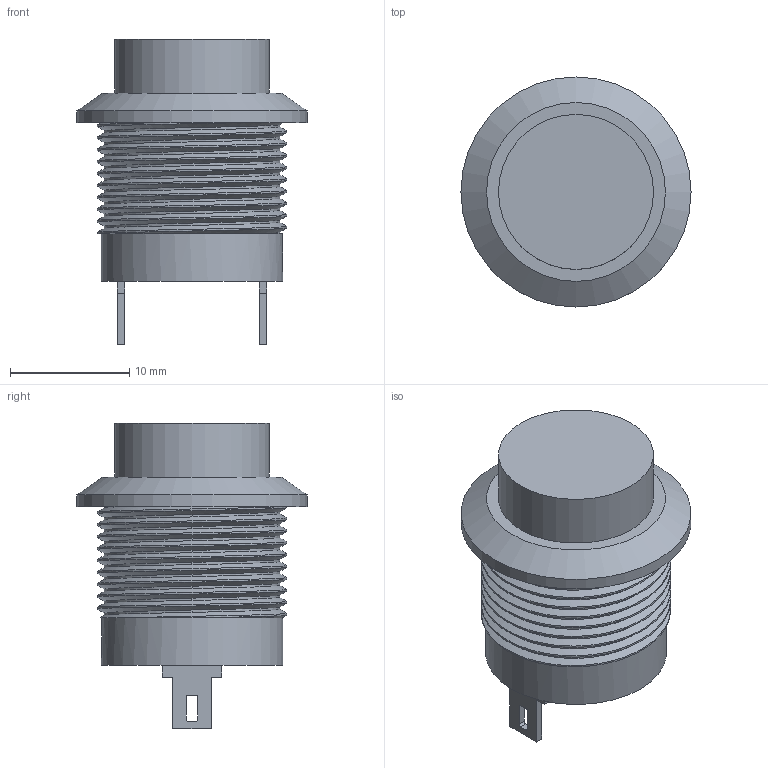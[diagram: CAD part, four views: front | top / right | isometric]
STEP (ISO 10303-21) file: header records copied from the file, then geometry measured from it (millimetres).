
FILE_DESCRIPTION(/* description */ (''),/* implementation_level */ '2;1');
FILE_NAME(/* name */ 'PushButtonRed v8.step',/* time_stamp */ '2021-01-13T11:07:27+01:00',/* author */ (''),/* organization */ (''),/* preprocessor_version */ 'ST-DEVELOPER v18.1',/* originating_system */ 'Autodesk Translation Framework v9.7.1.1290',/* authorisation */ '');
FILE_SCHEMA (('AUTOMOTIVE_DESIGN { 1 0 10303 214 3 1 1 }'));
Length unit declared in the file: millimetre
Products named in the file (4): PushButtonRed; ButtonBody; Button; Connector
Assembly tree (4 placements, depth 2):
  PushButtonRed
    ButtonBody
    Button
    Connector  x2
Bounding box: 19.3 x 19.3 x 25.6 mm (x, y, z)
Volume: 3690.9 mm3; surface area: 2158.7 mm2
Topology: 4 solids, 4 shells, 70 faces, 180 edges, 119 vertices
Faces by surface type: plane 35, cylinder 32, bspline 2, cone 1
Full cylindrical faces by diameter (mm): 13 x1, 14.741 x8, 15.2 x1, 15.884 x9, 19.3 x1
Entity records: 4145 total; most frequent: CARTESIAN_POINT 2811, ORIENTED_EDGE 264, DIRECTION 225, EDGE_CURVE 132, VERTEX_POINT 87, AXIS2_PLACEMENT_3D 81, LINE 63, VECTOR 63
